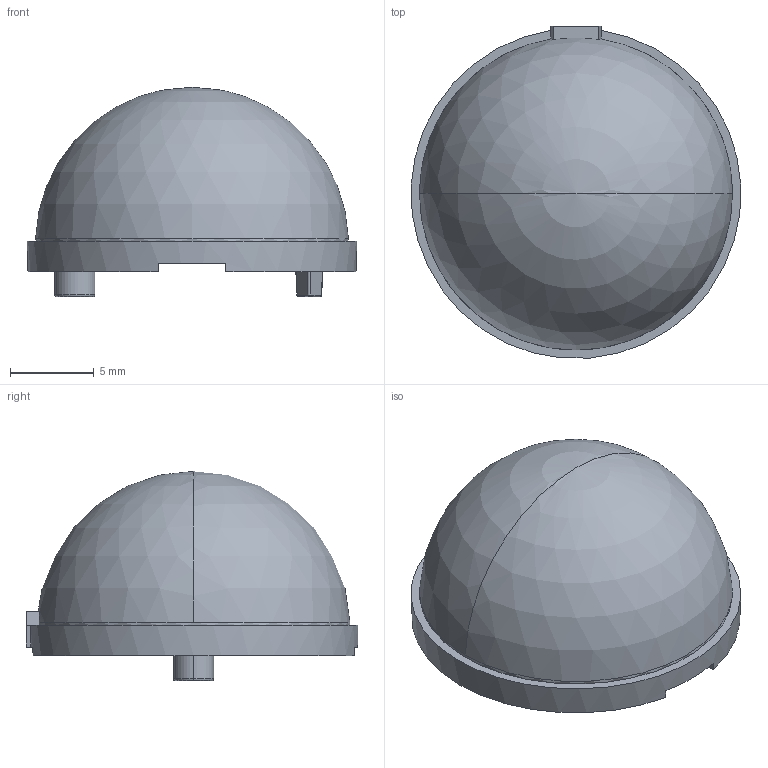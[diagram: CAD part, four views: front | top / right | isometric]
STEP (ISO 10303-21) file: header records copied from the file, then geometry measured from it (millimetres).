
FILE_DESCRIPTION((''),'2;1');
FILE_NAME('10627','2010-03-25T',('BercotB'),(''),'PRO/ENGINEER BY PARAMETRIC TECHNOLOGY CORPORATION, 2009141','PRO/ENGINEER BY PARAMETRIC TECHNOLOGY CORPORATION, 2009141','');
FILE_SCHEMA(('CONFIG_CONTROL_DESIGN'));
Length unit declared in the file: millimetre
Products named in the file (1): 10627
Bounding box: 19.67 x 19.81 x 12.49 mm (x, y, z)
Volume: 1807.1 mm3; surface area: 1126.5 mm2
Topology: 1 solids, 1 shells, 51 faces, 123 edges, 72 vertices
Faces by surface type: plane 21, cylinder 12, cone 10, sphere 6, torus 2
Entity records: 1500 total; most frequent: CARTESIAN_POINT 290, DIRECTION 254, ORIENTED_EDGE 238, EDGE_CURVE 119, AXIS2_PLACEMENT_3D 100, VERTEX_POINT 72, VECTOR 54, LINE 54
